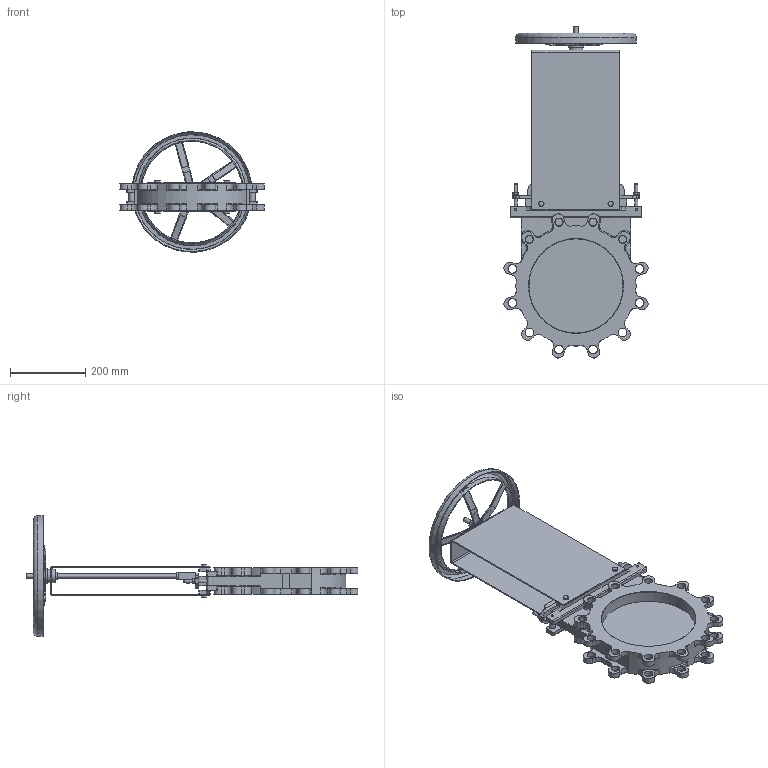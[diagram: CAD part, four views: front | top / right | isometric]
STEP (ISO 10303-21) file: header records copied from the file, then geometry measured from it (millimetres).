
FILE_DESCRIPTION(/* description */ (''),/* implementation_level */ '2;1');
FILE_NAME(/* name */ 'DN250_3D_STEP.stp',/* time_stamp */ '2025-02-07T09:27:05+03:00',/* author */ ('igorr'),/* organization */ (''),/* preprocessor_version */ 'ST-DEVELOPER v20',/* originating_system */ 'Autodesk Inventor 2025',/* authorisation */ '');
FILE_SCHEMA (('AUTOMOTIVE_DESIGN { 1 0 10303 214 3 1 1 }'));
Length unit declared in the file: millimetre
Products named in the file (7): Сборка; Деталь; Деталь1; AS 1110 - M4 x 8; AS 1252 - M12; AS 1112 - M8  Тип 9; AS 1110 - M8 x 12
Assembly tree (11 placements, depth 2):
  Сборка
    Деталь
    Деталь1
    AS 1110 - M4 x 8  x2
    AS 1252 - M12
    AS 1112 - M8  Тип 9  x2
    AS 1110 - M8 x 12  x4
Bounding box: 382.49 x 881.24 x 319.51 mm (x, y, z)
Volume: 4950419.3 mm3; surface area: 1137081.5 mm2
Topology: 11 solids, 11 shells, 904 faces, 2271 edges, 1428 vertices
Faces by surface type: plane 412, cylinder 268, cone 97, torus 69, bspline 58
Full cylindrical faces by diameter (mm): 4 x2, 6 x4, 6.647 x2, 7 x4, 8 x8, 9 x4, 10.106 x1, 12 x2, 13 x4, 16 x2, 20 x10, 21 x1, 23 x16, 25 x1, 35 x2, 36 x1, 40 x1, 250 x2, 269.717 x1, 273.717 x1, 316 x1, 320 x1
Entity records: 26337 total; most frequent: CARTESIAN_POINT 6146, DIRECTION 4041, ORIENTED_EDGE 4034, EDGE_CURVE 2017, AXIS2_PLACEMENT_3D 1513, VERTEX_POINT 1279, LINE 1015, VECTOR 1015
